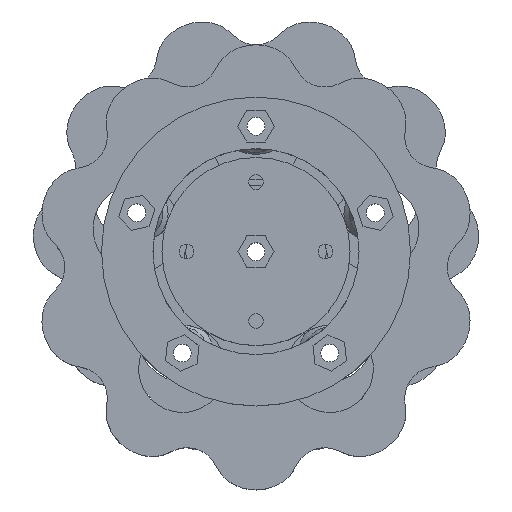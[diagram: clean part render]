
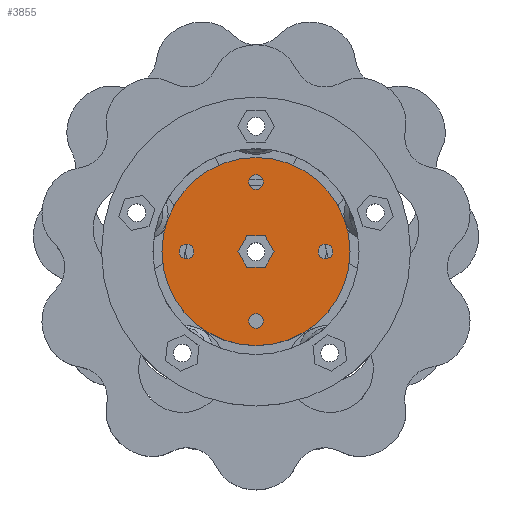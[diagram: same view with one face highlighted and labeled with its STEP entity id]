
A CAD part, top view. The second image highlights one B-rep face of the part: STEP entity #3855.
In plain terms, the highlighted planar face has unit normal (0, 0, 1).
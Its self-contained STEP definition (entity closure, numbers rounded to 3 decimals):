
#232=FACE_BOUND('',#815,.T.);
#233=FACE_BOUND('',#816,.T.);
#234=FACE_BOUND('',#817,.T.);
#235=FACE_BOUND('',#818,.T.);
#236=FACE_BOUND('',#819,.T.);
#338=PLANE('',#4249);
#527=FACE_OUTER_BOUND('',#814,.T.);
#814=EDGE_LOOP('',(#3375));
#815=EDGE_LOOP('',(#3376,#3377,#3378,#3379,#3380,#3381));
#816=EDGE_LOOP('',(#3382));
#817=EDGE_LOOP('',(#3383));
#818=EDGE_LOOP('',(#3384));
#819=EDGE_LOOP('',(#3385));
#1049=LINE('',#9954,#1275);
#1053=LINE('',#9962,#1279);
#1056=LINE('',#9968,#1282);
#1059=LINE('',#9974,#1285);
#1062=LINE('',#9980,#1288);
#1065=LINE('',#9985,#1291);
#1275=VECTOR('',#5076,10.);
#1279=VECTOR('',#5082,10.);
#1282=VECTOR('',#5087,10.);
#1285=VECTOR('',#5092,10.);
#1288=VECTOR('',#5097,10.);
#1291=VECTOR('',#5102,10.);
#1502=CIRCLE('',#4239,1.65);
#1503=CIRCLE('',#4242,1.65);
#1504=CIRCLE('',#4244,1.65);
#1505=CIRCLE('',#4246,1.65);
#1506=CIRCLE('',#4248,21.);
#1832=VERTEX_POINT('',#9952);
#1833=VERTEX_POINT('',#9953);
#1836=VERTEX_POINT('',#9961);
#1838=VERTEX_POINT('',#9967);
#1840=VERTEX_POINT('',#9973);
#1842=VERTEX_POINT('',#9979);
#1864=VERTEX_POINT('',#10059);
#1865=VERTEX_POINT('',#10064);
#1866=VERTEX_POINT('',#10068);
#1867=VERTEX_POINT('',#10072);
#1868=VERTEX_POINT('',#10076);
#2324=EDGE_CURVE('',#1832,#1833,#1049,.T.);
#2328=EDGE_CURVE('',#1836,#1832,#1053,.T.);
#2331=EDGE_CURVE('',#1838,#1836,#1056,.T.);
#2334=EDGE_CURVE('',#1840,#1838,#1059,.T.);
#2337=EDGE_CURVE('',#1842,#1840,#1062,.T.);
#2340=EDGE_CURVE('',#1833,#1842,#1065,.T.);
#2377=EDGE_CURVE('',#1864,#1864,#1502,.T.);
#2379=EDGE_CURVE('',#1865,#1865,#1503,.T.);
#2381=EDGE_CURVE('',#1866,#1866,#1504,.T.);
#2383=EDGE_CURVE('',#1867,#1867,#1505,.T.);
#2385=EDGE_CURVE('',#1868,#1868,#1506,.T.);
#3375=ORIENTED_EDGE('',*,*,#2385,.T.);
#3376=ORIENTED_EDGE('',*,*,#2324,.F.);
#3377=ORIENTED_EDGE('',*,*,#2328,.F.);
#3378=ORIENTED_EDGE('',*,*,#2331,.F.);
#3379=ORIENTED_EDGE('',*,*,#2334,.F.);
#3380=ORIENTED_EDGE('',*,*,#2337,.F.);
#3381=ORIENTED_EDGE('',*,*,#2340,.F.);
#3382=ORIENTED_EDGE('',*,*,#2379,.T.);
#3383=ORIENTED_EDGE('',*,*,#2383,.T.);
#3384=ORIENTED_EDGE('',*,*,#2377,.T.);
#3385=ORIENTED_EDGE('',*,*,#2381,.T.);
#3855=ADVANCED_FACE('',(#527,#232,#233,#234,#235,#236),#338,.T.);
#4239=AXIS2_PLACEMENT_3D('',#10061,#5199,#5200);
#4242=AXIS2_PLACEMENT_3D('',#10066,#5206,#5207);
#4244=AXIS2_PLACEMENT_3D('',#10070,#5211,#5212);
#4246=AXIS2_PLACEMENT_3D('',#10074,#5216,#5217);
#4248=AXIS2_PLACEMENT_3D('',#10078,#5221,#5222);
#4249=AXIS2_PLACEMENT_3D('',#10079,#5223,#5224);
#5076=DIRECTION('',(0.5,-0.866,0.));
#5082=DIRECTION('',(-0.5,-0.866,0.));
#5087=DIRECTION('',(-1.,0.,0.));
#5092=DIRECTION('',(-0.5,0.866,0.));
#5097=DIRECTION('',(0.5,0.866,0.));
#5102=DIRECTION('',(1.,0.,0.));
#5199=DIRECTION('center_axis',(0.,0.,
-1.));
#5200=DIRECTION('ref_axis',(-1.,0.,0.));
#5206=DIRECTION('center_axis',(0.,0.,
-1.));
#5207=DIRECTION('ref_axis',(-1.,0.,0.));
#5211=DIRECTION('center_axis',(0.,0.,
-1.));
#5212=DIRECTION('ref_axis',(-1.,0.,0.));
#5216=DIRECTION('center_axis',(0.,0.,
-1.));
#5217=DIRECTION('ref_axis',(-1.,0.,0.));
#5221=DIRECTION('center_axis',(0.,0.,
1.));
#5222=DIRECTION('ref_axis',(-1.,0.,0.));
#5223=DIRECTION('center_axis',(0.,0.,
1.));
#5224=DIRECTION('ref_axis',(-1.,0.,0.));
#9952=CARTESIAN_POINT('',(-4.041,0.,16.5));
#9953=CARTESIAN_POINT('',(-2.021,-3.5,16.5));
#9954=CARTESIAN_POINT('',(-3.536,-0.875,16.5));
#9961=CARTESIAN_POINT('',(-2.021,3.5,16.5));
#9962=CARTESIAN_POINT('',(-2.526,2.625,16.5));
#9967=CARTESIAN_POINT('',(2.021,3.5,16.5));
#9968=CARTESIAN_POINT('',(1.01,3.5,16.5));
#9973=CARTESIAN_POINT('',(4.041,0.,16.5));
#9974=CARTESIAN_POINT('',(3.536,0.875,16.5));
#9979=CARTESIAN_POINT('',(2.021,-3.5,16.5));
#9980=CARTESIAN_POINT('',(2.526,-2.625,16.5));
#9985=CARTESIAN_POINT('',(-1.01,-3.5,16.5));
#10059=CARTESIAN_POINT('',(-13.85,0.,16.5));
#10061=CARTESIAN_POINT('Origin',(-15.5,0.,16.5));
#10064=CARTESIAN_POINT('',(17.15,0.,16.5));
#10066=CARTESIAN_POINT('Origin',(15.5,0.,16.5));
#10068=CARTESIAN_POINT('',(1.65,15.5,16.5));
#10070=CARTESIAN_POINT('Origin',(0.,15.5,
16.5));
#10072=CARTESIAN_POINT('',(1.65,-15.5,16.5));
#10074=CARTESIAN_POINT('Origin',(0.,-15.5,
16.5));
#10076=CARTESIAN_POINT('',(21.,0.,16.5));
#10078=CARTESIAN_POINT('Origin',(0.,0.,
16.5));
#10079=CARTESIAN_POINT('Origin',(0.,0.,
16.5));
